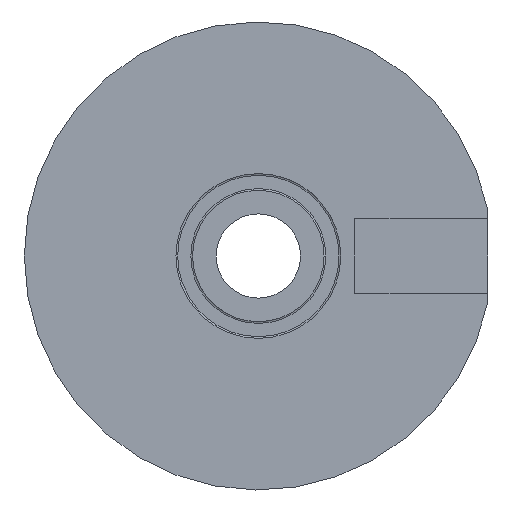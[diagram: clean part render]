
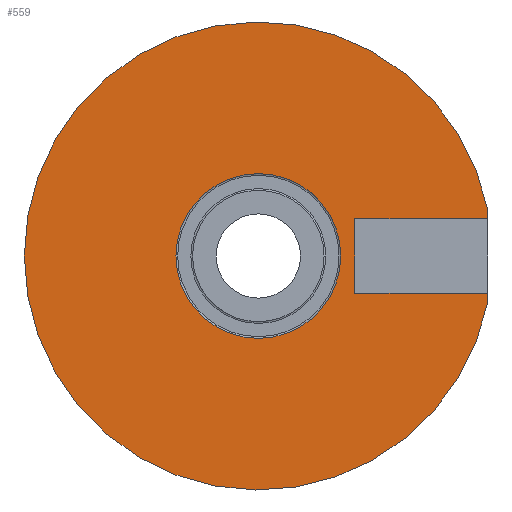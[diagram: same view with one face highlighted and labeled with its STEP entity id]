
A CAD part, front view. The second image highlights one B-rep face of the part: STEP entity #559.
In plain terms, the highlighted planar face has unit normal (0, -1, 0).
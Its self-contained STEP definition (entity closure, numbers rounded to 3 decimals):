
#28=FACE_BOUND('',#88,.T.);
#38=PLANE('',#610);
#52=FACE_OUTER_BOUND('',#87,.T.);
#87=EDGE_LOOP('',(#369,#370,#371,#372,#373,#374));
#88=EDGE_LOOP('',(#375));
#131=LINE('',#893,#161);
#132=LINE('',#895,#162);
#133=LINE('',#897,#163);
#134=LINE('',#899,#164);
#135=LINE('',#900,#165);
#161=VECTOR('',#702,0.975);
#162=VECTOR('',#703,0.975);
#163=VECTOR('',#704,14.2);
#164=VECTOR('',#705,8.);
#165=VECTOR('',#706,14.2);
#189=CIRCLE('',#607,25.);
#191=CIRCLE('',#611,8.8);
#236=VERTEX_POINT('',#882);
#237=VERTEX_POINT('',#884);
#239=VERTEX_POINT('',#892);
#240=VERTEX_POINT('',#894);
#241=VERTEX_POINT('',#896);
#242=VERTEX_POINT('',#898);
#243=VERTEX_POINT('',#901);
#288=EDGE_CURVE('',#237,#236,#189,.T.);
#292=EDGE_CURVE('',#239,#237,#131,.T.);
#293=EDGE_CURVE('',#240,#236,#132,.T.);
#294=EDGE_CURVE('',#241,#240,#133,.T.);
#295=EDGE_CURVE('',#241,#242,#134,.F.);
#296=EDGE_CURVE('',#242,#239,#135,.T.);
#297=EDGE_CURVE('',#243,#243,#191,.T.);
#369=ORIENTED_EDGE('',*,*,#292,.T.);
#370=ORIENTED_EDGE('',*,*,#288,.T.);
#371=ORIENTED_EDGE('',*,*,#293,.F.);
#372=ORIENTED_EDGE('',*,*,#294,.F.);
#373=ORIENTED_EDGE('',*,*,#295,.T.);
#374=ORIENTED_EDGE('',*,*,#296,.T.);
#375=ORIENTED_EDGE('',*,*,#297,.F.);
#559=ADVANCED_FACE('',(#52,#28),#38,.F.);
#607=AXIS2_PLACEMENT_3D('',#885,#692,#693);
#610=AXIS2_PLACEMENT_3D('',#891,#700,#701);
#611=AXIS2_PLACEMENT_3D('',#902,#707,#708);
#692=DIRECTION('center_axis',(0.,-1.,0.));
#693=DIRECTION('ref_axis',(1.,0.,0.));
#700=DIRECTION('center_axis',(0.,1.,0.));
#701=DIRECTION('ref_axis',(0.,0.,1.));
#702=DIRECTION('',(0.,0.,1.));
#703=DIRECTION('',(0.,0.,-1.));
#704=DIRECTION('',(1.,0.,0.));
#705=DIRECTION('',(0.,0.,-1.));
#706=DIRECTION('',(1.,0.,0.));
#707=DIRECTION('center_axis',(0.,-1.,0.));
#708=DIRECTION('ref_axis',(0.,0.,-1.));
#882=CARTESIAN_POINT('',(24.5,40.026,-4.975));
#884=CARTESIAN_POINT('',(24.5,40.026,4.975));
#885=CARTESIAN_POINT('Origin',(0.,40.026,0.));
#891=CARTESIAN_POINT('Origin',(0.,40.026,0.));
#892=CARTESIAN_POINT('',(24.5,40.026,4.));
#893=CARTESIAN_POINT('',(24.5,40.026,4.));
#894=CARTESIAN_POINT('',(24.5,40.026,-4.));
#895=CARTESIAN_POINT('',(24.5,40.026,-4.));
#896=CARTESIAN_POINT('',(10.3,40.026,-4.));
#897=CARTESIAN_POINT('',(10.3,40.026,-4.));
#898=CARTESIAN_POINT('',(10.3,40.026,4.));
#899=CARTESIAN_POINT('',(10.3,40.026,4.));
#900=CARTESIAN_POINT('',(10.3,40.026,4.));
#901=CARTESIAN_POINT('',(0.,40.026,-8.8));
#902=CARTESIAN_POINT('Origin',(0.,40.026,0.));
